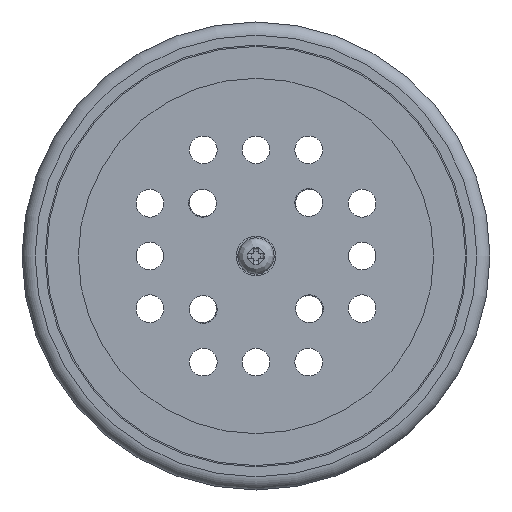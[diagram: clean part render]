
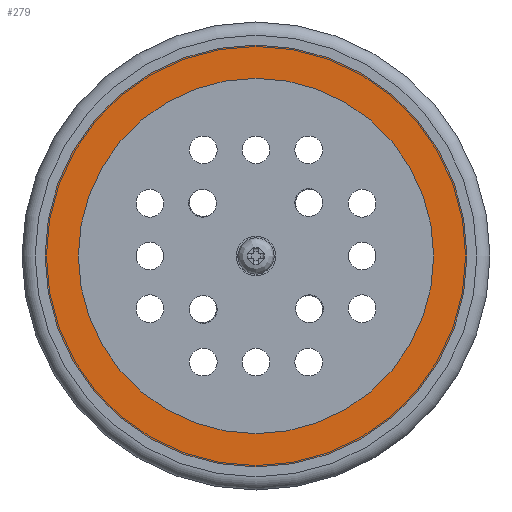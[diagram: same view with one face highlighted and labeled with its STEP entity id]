
A CAD part, left-side view. The second image highlights one B-rep face of the part: STEP entity #279.
In plain terms, the highlighted face is planar.
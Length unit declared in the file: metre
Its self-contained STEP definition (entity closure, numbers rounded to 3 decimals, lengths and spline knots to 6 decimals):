
#279 = ADVANCED_FACE( '', ( #564, #565 ), #566, .T. );
#564 = FACE_BOUND( '', #924, .T. );
#565 = FACE_OUTER_BOUND( '', #925, .T. );
#566 = PLANE( '', #926 );
#924 = EDGE_LOOP( '', ( #1330 ) );
#925 = EDGE_LOOP( '', ( #1331 ) );
#926 = AXIS2_PLACEMENT_3D( '', #1332, #1333, #1334 );
#1330 = ORIENTED_EDGE( '', *, *, #1731, .F. );
#1331 = ORIENTED_EDGE( '', *, *, #1732, .T. );
#1332 = CARTESIAN_POINT( '', ( 0., -0.0096, 0. ) );
#1333 = DIRECTION( '', ( 0., -1., 0. ) );
#1334 = DIRECTION( '', ( 1., 0., 0. ) );
#1731 = EDGE_CURVE( '', #2004, #2004, #2005, .T. );
#1732 = EDGE_CURVE( '', #2006, #2006, #2007, .T. );
#2004 = VERTEX_POINT( '', #2362 );
#2005 = CIRCLE( '', #2363, 0.02695 );
#2006 = VERTEX_POINT( '', #2364 );
#2007 = CIRCLE( '', #2365, 0.032 );
#2362 = CARTESIAN_POINT( '', ( 0., -0.0096, -0.02695 ) );
#2363 = AXIS2_PLACEMENT_3D( '', #2649, #2650, #2651 );
#2364 = CARTESIAN_POINT( '', ( 0., -0.0096, -0.032 ) );
#2365 = AXIS2_PLACEMENT_3D( '', #2652, #2653, #2654 );
#2649 = CARTESIAN_POINT( '', ( 0., -0.0096, 0. ) );
#2650 = DIRECTION( '', ( 0., -1., 0. ) );
#2651 = DIRECTION( '', ( 0., 0., -1. ) );
#2652 = CARTESIAN_POINT( '', ( 0., -0.0096, 0. ) );
#2653 = DIRECTION( '', ( 0., -1., 0. ) );
#2654 = DIRECTION( '', ( 0., 0., -1. ) );
